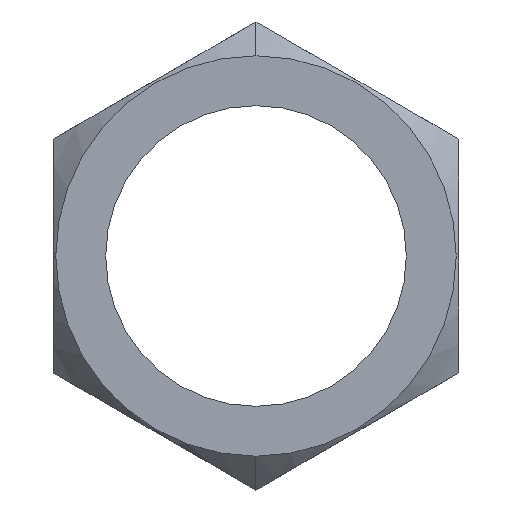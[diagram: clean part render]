
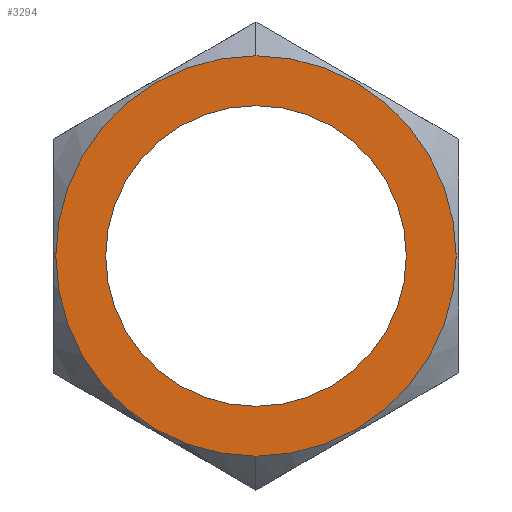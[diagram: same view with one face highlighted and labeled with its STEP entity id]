
A CAD part, left-side view. The second image highlights one B-rep face of the part: STEP entity #3294.
In plain terms, the highlighted planar face has unit normal (-1, 0, 0).
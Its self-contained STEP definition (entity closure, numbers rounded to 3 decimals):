
#154 = CARTESIAN_POINT ( 'NONE',  ( -12.5, 0., 22.25 ) ) ;
#337 = ORIENTED_EDGE ( 'NONE', *, *, #791, .T. ) ;
#351 = DIRECTION ( 'NONE',  ( 0., 0., -1. ) ) ;
#407 = CIRCLE ( 'NONE', #3492, 29.641 ) ;
#413 = CIRCLE ( 'NONE', #576, 22.25 ) ;
#576 = AXIS2_PLACEMENT_3D ( 'NONE', #1461, #908, #351 ) ;
#601 = DIRECTION ( 'NONE',  ( 0., 0., 1. ) ) ;
#679 = VERTEX_POINT ( 'NONE', #154 ) ;
#701 = EDGE_CURVE ( 'NONE', #2844, #1063, #1276, .T. ) ;
#703 = CARTESIAN_POINT ( 'NONE',  ( -12.5, 0., -29.641 ) ) ;
#784 = DIRECTION ( 'NONE',  ( 0., 0., 1. ) ) ;
#791 = EDGE_CURVE ( 'NONE', #679, #1967, #810, .T. ) ;
#810 = CIRCLE ( 'NONE', #2224, 22.25 ) ;
#908 = DIRECTION ( 'NONE',  ( 1., 0., 0. ) ) ;
#1063 = VERTEX_POINT ( 'NONE', #703 ) ;
#1064 = CARTESIAN_POINT ( 'NONE',  ( -12.5, 0., -22.25 ) ) ;
#1276 = CIRCLE ( 'NONE', #1775, 29.641 ) ;
#1293 = DIRECTION ( 'NONE',  ( 1., 0., 0. ) ) ;
#1461 = CARTESIAN_POINT ( 'NONE',  ( -12.5, 0., 0. ) ) ;
#1527 = EDGE_CURVE ( 'NONE', #1967, #679, #413, .T. ) ;
#1592 = ORIENTED_EDGE ( 'NONE', *, *, #2258, .T. ) ;
#1731 = ORIENTED_EDGE ( 'NONE', *, *, #1527, .T. ) ;
#1775 = AXIS2_PLACEMENT_3D ( 'NONE', #2403, #2678, #784 ) ;
#1833 = CARTESIAN_POINT ( 'NONE',  ( -12.5, 0., 0. ) ) ;
#1853 = FACE_OUTER_BOUND ( 'NONE', #1983, .T. ) ;
#1857 = EDGE_LOOP ( 'NONE', ( #337, #1731 ) ) ;
#1967 = VERTEX_POINT ( 'NONE', #1064 ) ;
#1983 = EDGE_LOOP ( 'NONE', ( #1592, #2295 ) ) ;
#2133 = CARTESIAN_POINT ( 'NONE',  ( -12.5, 0., 0. ) ) ;
#2149 = PLANE ( 'NONE',  #3108 ) ;
#2224 = AXIS2_PLACEMENT_3D ( 'NONE', #1833, #2927, #2662 ) ;
#2258 = EDGE_CURVE ( 'NONE', #1063, #2844, #407, .T. ) ;
#2295 = ORIENTED_EDGE ( 'NONE', *, *, #701, .T. ) ;
#2403 = CARTESIAN_POINT ( 'NONE',  ( -12.5, 0., 0. ) ) ;
#2508 = DIRECTION ( 'NONE',  ( -1., 0., 0. ) ) ;
#2662 = DIRECTION ( 'NONE',  ( 0., 0., -1. ) ) ;
#2678 = DIRECTION ( 'NONE',  ( -1., 0., 0. ) ) ;
#2844 = VERTEX_POINT ( 'NONE', #3305 ) ;
#2910 = DIRECTION ( 'NONE',  ( 0., 0., -1. ) ) ;
#2927 = DIRECTION ( 'NONE',  ( 1., 0., 0. ) ) ;
#3047 = CARTESIAN_POINT ( 'NONE',  ( -12.5, 0., 0. ) ) ;
#3108 = AXIS2_PLACEMENT_3D ( 'NONE', #2133, #1293, #2910 ) ;
#3294 = ADVANCED_FACE ( 'NONE', ( #3463, #1853 ), #2149, .F. ) ;
#3305 = CARTESIAN_POINT ( 'NONE',  ( -12.5, 0., 29.641 ) ) ;
#3463 = FACE_BOUND ( 'NONE', #1857, .T. ) ;
#3492 = AXIS2_PLACEMENT_3D ( 'NONE', #3047, #2508, #601 ) ;
